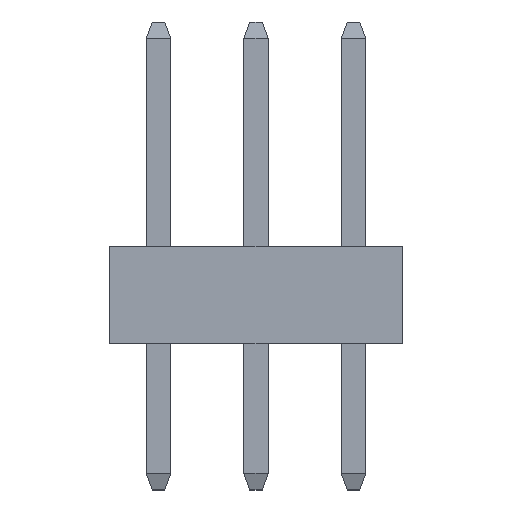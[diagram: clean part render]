
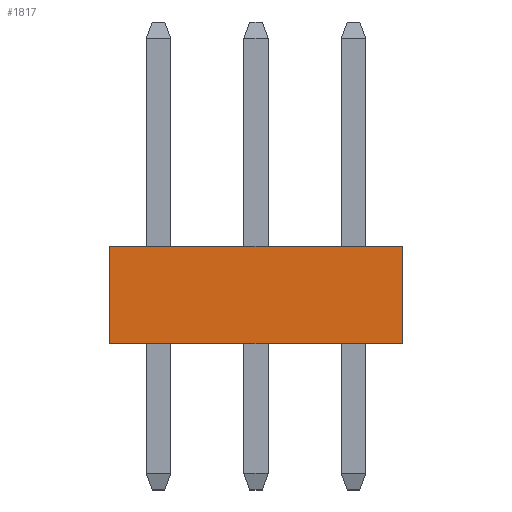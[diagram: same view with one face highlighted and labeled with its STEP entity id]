
A CAD part, top view. The second image highlights one B-rep face of the part: STEP entity #1817.
In plain terms, the highlighted planar face has unit normal (0, 0, 1).
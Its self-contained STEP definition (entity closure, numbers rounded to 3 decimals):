
#121 = DIRECTION ( 'NONE',  ( 1., 0., 0. ) ) ;
#175 = FACE_OUTER_BOUND ( 'NONE', #279, .T. ) ;
#279 = EDGE_LOOP ( 'NONE', ( #419, #1359, #1417, #955 ) ) ;
#282 = LINE ( 'NONE', #2999, #915 ) ;
#419 = ORIENTED_EDGE ( 'NONE', *, *, #1358, .T. ) ;
#507 = CARTESIAN_POINT ( 'NONE',  ( -3.81, 0., 2.415 ) ) ;
#910 = EDGE_CURVE ( 'NONE', #972, #2418, #2352, .T. ) ;
#912 = DIRECTION ( 'NONE',  ( 0., 0., -1. ) ) ;
#915 = VECTOR ( 'NONE', #991, 1000. ) ;
#955 = ORIENTED_EDGE ( 'NONE', *, *, #910, .T. ) ;
#972 = VERTEX_POINT ( 'NONE', #2130 ) ;
#991 = DIRECTION ( 'NONE',  ( 0., -1., 0. ) ) ;
#1039 = CARTESIAN_POINT ( 'NONE',  ( 3.81, 0., 2.415 ) ) ;
#1068 = VECTOR ( 'NONE', #1719, 1000. ) ;
#1150 = PLANE ( 'NONE',  #1216 ) ;
#1216 = AXIS2_PLACEMENT_3D ( 'NONE', #2170, #912, #2389 ) ;
#1358 = EDGE_CURVE ( 'NONE', #2418, #1894, #1868, .T. ) ;
#1359 = ORIENTED_EDGE ( 'NONE', *, *, #3106, .F. ) ;
#1385 = VECTOR ( 'NONE', #121, 1000. ) ;
#1400 = DIRECTION ( 'NONE',  ( 0., -1., 0. ) ) ;
#1417 = ORIENTED_EDGE ( 'NONE', *, *, #1953, .F. ) ;
#1464 = VERTEX_POINT ( 'NONE', #1665 ) ;
#1665 = CARTESIAN_POINT ( 'NONE',  ( 3.81, 2.54, 2.415 ) ) ;
#1719 = DIRECTION ( 'NONE',  ( 1., 0., 0. ) ) ;
#1765 = CARTESIAN_POINT ( 'NONE',  ( -3.81, 2.54, 2.415 ) ) ;
#1817 = ADVANCED_FACE ( 'NONE', ( #175 ), #1150, .F. ) ;
#1868 = LINE ( 'NONE', #2303, #1385 ) ;
#1894 = VERTEX_POINT ( 'NONE', #1039 ) ;
#1953 = EDGE_CURVE ( 'NONE', #972, #1464, #2998, .T. ) ;
#2063 = CARTESIAN_POINT ( 'NONE',  ( -3.81, 2.54, 2.415 ) ) ;
#2130 = CARTESIAN_POINT ( 'NONE',  ( -3.81, 2.54, 2.415 ) ) ;
#2170 = CARTESIAN_POINT ( 'NONE',  ( -3.81, 2.54, 2.415 ) ) ;
#2303 = CARTESIAN_POINT ( 'NONE',  ( -3.81, 0., 2.415 ) ) ;
#2352 = LINE ( 'NONE', #2063, #2706 ) ;
#2389 = DIRECTION ( 'NONE',  ( -1., 0., 0. ) ) ;
#2418 = VERTEX_POINT ( 'NONE', #507 ) ;
#2706 = VECTOR ( 'NONE', #1400, 1000. ) ;
#2998 = LINE ( 'NONE', #1765, #1068 ) ;
#2999 = CARTESIAN_POINT ( 'NONE',  ( 3.81, 2.54, 2.415 ) ) ;
#3106 = EDGE_CURVE ( 'NONE', #1464, #1894, #282, .T. ) ;
